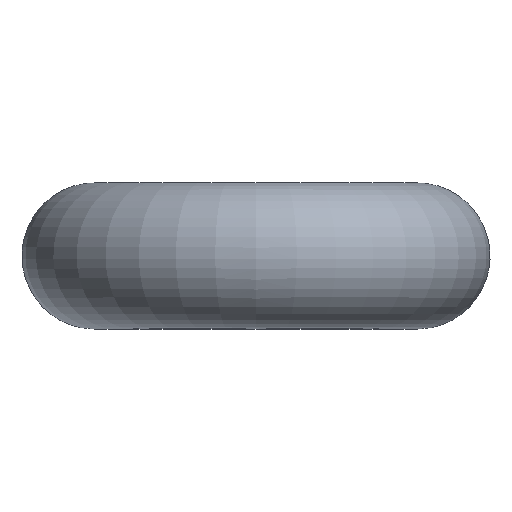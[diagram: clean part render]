
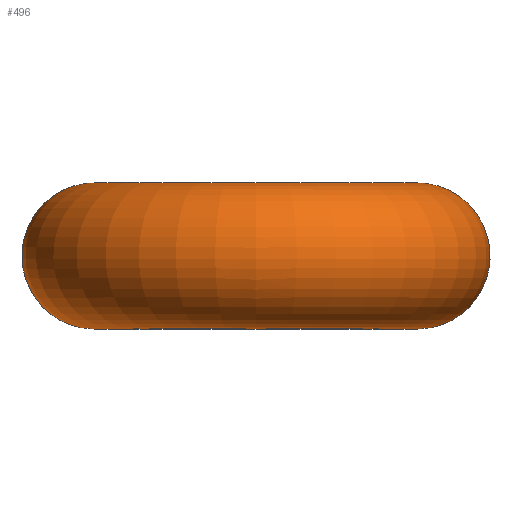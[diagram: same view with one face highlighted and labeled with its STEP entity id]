
A CAD part, top view. The second image highlights one B-rep face of the part: STEP entity #496.
In plain terms, the highlighted toroidal (fillet/blend) face has major radius 5.5 mm and minor radius 2.5 mm.
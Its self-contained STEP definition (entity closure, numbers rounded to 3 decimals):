
#19=DIRECTION('',(0.0,0.0,1.0));
#28=DIRECTION('',(0.0,-1.0,0.0));
#33=DIRECTION('',(0.0,0.0,-1.0));
#52=DIRECTION('',(0.0,1.0,0.0));
#262=CARTESIAN_POINT('',(2.566,-0.647,-7.323));
#267=CARTESIAN_POINT('',(2.624,-0.951,-7.11));
#272=CARTESIAN_POINT('',(2.811,-1.137,-6.884));
#277=CARTESIAN_POINT('',(3.061,-1.212,-6.704));
#282=CARTESIAN_POINT('',(3.354,-1.2,-6.575));
#298=CARTESIAN_POINT('',(2.69,-0.268,-7.422));
#299=VERTEX_POINT('',#298);
#318=CARTESIAN_POINT('',(3.641,-1.115,-6.499));
#319=VERTEX_POINT('',#318);
#327=CARTESIAN_POINT('',(3.641,-1.115,-6.499));
#328=CARTESIAN_POINT('',(3.548,-1.149,-6.52));
#329=CARTESIAN_POINT('',(2.633,-0.391,-7.404));
#330=CARTESIAN_POINT('',(2.69,-0.268,-7.422));
#331=B_SPLINE_CURVE_WITH_KNOTS('',3,(#327,#328,#282,#277,#272,#267,#262,#329,#330),.UNSPECIFIED.,.F.,.U.,(4,1,1,1,1,1,4),(0.13,0.143,0.157,0.171,0.184,0.205,0.225),.UNSPECIFIED.);
#332=EDGE_CURVE('',#319,#299,#331,.T.);
#341=CARTESIAN_POINT('',(2.69,-0.268,-7.422));
#346=CARTESIAN_POINT('',(2.747,-0.146,-7.44));
#351=CARTESIAN_POINT('',(2.927,0.086,-7.425));
#356=CARTESIAN_POINT('',(3.278,0.228,-7.29));
#361=CARTESIAN_POINT('',(3.525,0.203,-7.169));
#366=CARTESIAN_POINT('',(3.653,0.154,-7.098));
#371=CARTESIAN_POINT('',(3.767,0.085,-7.029));
#376=CARTESIAN_POINT('',(3.879,-0.033,-6.945));
#381=CARTESIAN_POINT('',(3.984,-0.188,-6.844));
#386=CARTESIAN_POINT('',(4.079,-0.344,-6.734));
#391=CARTESIAN_POINT('',(4.139,-0.579,-6.595));
#417=CARTESIAN_POINT('',(4.035,-0.893,-6.466));
#418=CARTESIAN_POINT('',(3.781,-1.064,-6.468));
#419=B_SPLINE_CURVE_WITH_KNOTS('',3,(#341,#346,#351,#356,#361,#366,#371,#376,#381,#386,#391,#417,#418,#327),.UNSPECIFIED.,.F.,.U.,(4,1,1,1,1,1,1,1,1,1,1,4),(-0.57,-0.52,-0.47,-0.445,-0.433,-0.42,-0.396,-0.371,-0.346,-0.321,-0.271,-0.221),.UNSPECIFIED.);
#420=EDGE_CURVE('',#299,#319,#419,.T.);
#435=CARTESIAN_POINT('',(0.,0.45,0.));
#436=DIRECTION('',(0.,-1.0,0.));
#437=AXIS2_PLACEMENT_3D('',#435,#436,#19);
#438=TOROIDAL_SURFACE('',#437,5.5,2.5);
#439=CARTESIAN_POINT('',(0.,2.95,5.5));
#440=VERTEX_POINT('',#439);
#441=CARTESIAN_POINT('',(0.,2.95,0.));
#442=AXIS2_PLACEMENT_3D('',#441,#28,#33);
#443=CIRCLE('',#442,5.5);
#444=EDGE_CURVE('',#440,#440,#443,.T.);
#445=ORIENTED_EDGE('',*,*,#444,.T.);
#446=EDGE_LOOP('',(#445));
#447=FACE_OUTER_BOUND('',#446,.T.);
#448=CARTESIAN_POINT('',(0.,-2.05,5.5));
#449=VERTEX_POINT('',#448);
#450=CARTESIAN_POINT('',(0.,-2.05,0.));
#451=AXIS2_PLACEMENT_3D('',#450,#52,#33);
#452=CIRCLE('',#451,5.5);
#453=EDGE_CURVE('',#449,#449,#452,.T.);
#454=ORIENTED_EDGE('',*,*,#453,.T.);
#455=EDGE_LOOP('',(#454));
#456=FACE_BOUND('',#455,.T.);
#457=CARTESIAN_POINT('',(-3.641,2.015,-6.499));
#458=VERTEX_POINT('',#457);
#459=CARTESIAN_POINT('',(-2.69,1.168,-7.422));
#460=VERTEX_POINT('',#459);
#461=CARTESIAN_POINT('',(-3.641,2.015,-6.499));
#462=CARTESIAN_POINT('',(-3.548,2.049,-6.52));
#463=CARTESIAN_POINT('',(-3.354,2.1,-6.575));
#464=CARTESIAN_POINT('',(-3.061,2.112,-6.704));
#465=CARTESIAN_POINT('',(-2.811,2.037,-6.884));
#466=CARTESIAN_POINT('',(-2.624,1.851,-7.11));
#467=CARTESIAN_POINT('',(-2.566,1.547,-7.323));
#468=CARTESIAN_POINT('',(-2.633,1.291,-7.404));
#469=CARTESIAN_POINT('',(-2.69,1.168,-7.422));
#470=B_SPLINE_CURVE_WITH_KNOTS('',3,(#461,#462,#463,#464,#465,#466,#467,#468,#469),.UNSPECIFIED.,.F.,.U.,(4,1,1,1,1,1,4),(0.13,0.143,0.157,0.171,0.184,0.205,0.225),.UNSPECIFIED.);
#471=EDGE_CURVE('',#458,#460,#470,.T.);
#472=ORIENTED_EDGE('',*,*,#471,.F.);
#473=CARTESIAN_POINT('',(-2.69,1.168,-7.422));
#474=CARTESIAN_POINT('',(-2.747,1.046,-7.44));
#475=CARTESIAN_POINT('',(-2.927,0.814,-7.425));
#476=CARTESIAN_POINT('',(-3.278,0.672,-7.29));
#477=CARTESIAN_POINT('',(-3.525,0.697,-7.169));
#478=CARTESIAN_POINT('',(-3.653,0.746,-7.098));
#479=CARTESIAN_POINT('',(-3.767,0.815,-7.029));
#480=CARTESIAN_POINT('',(-3.879,0.933,-6.945));
#481=CARTESIAN_POINT('',(-3.984,1.088,-6.844));
#482=CARTESIAN_POINT('',(-4.079,1.244,-6.734));
#483=CARTESIAN_POINT('',(-4.139,1.479,-6.595));
#484=CARTESIAN_POINT('',(-4.035,1.793,-6.466));
#485=CARTESIAN_POINT('',(-3.781,1.964,-6.468));
#486=CARTESIAN_POINT('',(-3.641,2.015,-6.499));
#487=B_SPLINE_CURVE_WITH_KNOTS('',3,(#473,#474,#475,#476,#477,#478,#479,#480,#481,#482,#483,#484,#485,#486),.UNSPECIFIED.,.F.,.U.,(4,1,1,1,1,1,1,1,1,1,1,4),(-0.57,-0.52,-0.47,-0.445,-0.433,-0.42,-0.396,-0.371,-0.346,-0.321,-0.271,-0.221),.UNSPECIFIED.);
#488=EDGE_CURVE('',#460,#458,#487,.T.);
#489=ORIENTED_EDGE('',*,*,#488,.F.);
#490=EDGE_LOOP('',(#472,#489));
#491=FACE_BOUND('',#490,.T.);
#492=ORIENTED_EDGE('',*,*,#332,.F.);
#493=ORIENTED_EDGE('',*,*,#420,.F.);
#494=EDGE_LOOP('',(#492,#493));
#495=FACE_BOUND('',#494,.T.);
#496=ADVANCED_FACE('',(#447,#456,#491,#495),#438,.T.);
